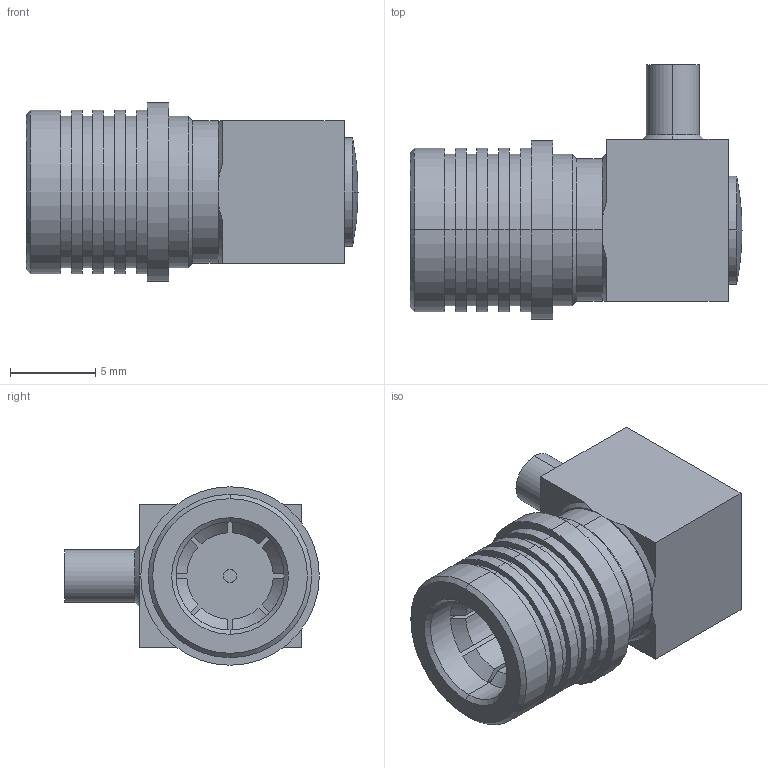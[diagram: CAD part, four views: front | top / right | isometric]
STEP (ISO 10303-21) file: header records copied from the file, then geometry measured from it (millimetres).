
FILE_DESCRIPTION (( 'STEP AP203' ), '1' );
FILE_NAME ('FMCN1888_3D.STEP', '2022-02-15T02:29:04', ( '' ), ( '' ), 'SwSTEP 2.0', 'SolidWorks 2021', '' );
FILE_SCHEMA (( 'CONFIG_CONTROL_DESIGN' ));
Length unit declared in the file: inch
Products named in the file (1): FMCN1888_3D
Bounding box: 19.51 x 14.96 x 10.49 mm (x, y, z)
Volume: 1051.1 mm3; surface area: 1384.3 mm2
Topology: 2 solids, 2 shells, 120 faces, 292 edges, 190 vertices
Faces by surface type: plane 51, cylinder 48, cone 19, sphere 2
Entity records: 3720 total; most frequent: CARTESIAN_POINT 727, DIRECTION 645, ORIENTED_EDGE 584, EDGE_CURVE 292, AXIS2_PLACEMENT_3D 256, VERTEX_POINT 190, EDGE_LOOP 138, CIRCLE 135
